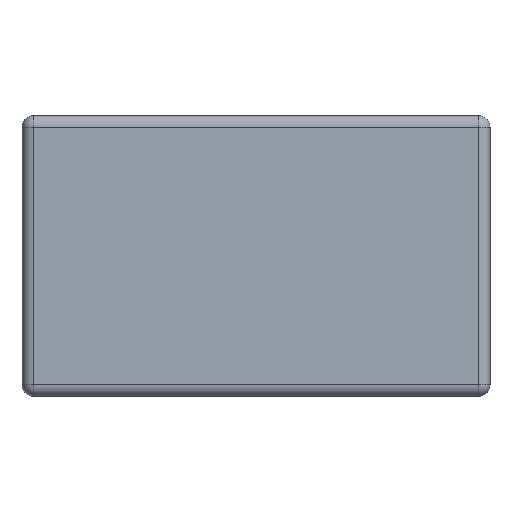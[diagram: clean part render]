
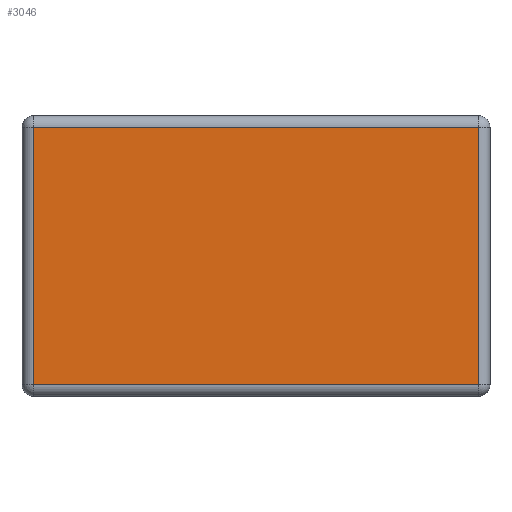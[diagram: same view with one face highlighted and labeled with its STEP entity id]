
A CAD part, left-side view. The second image highlights one B-rep face of the part: STEP entity #3046.
In plain terms, the highlighted planar face has unit normal (-1, 0, 0).
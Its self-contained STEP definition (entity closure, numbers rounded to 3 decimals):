
#2263 = CYLINDRICAL_SURFACE('',#2264,0.05);
#2264 = AXIS2_PLACEMENT_3D('',#2265,#2266,#2267);
#2265 = CARTESIAN_POINT('',(-1.2,0.95,1.15));
#2266 = DIRECTION('',(-0.,-0.,-1.));
#2267 = DIRECTION('',(-1.,0.,0.));
#2506 = CYLINDRICAL_SURFACE('',#2507,0.05);
#2507 = AXIS2_PLACEMENT_3D('',#2508,#2509,#2510);
#2508 = CARTESIAN_POINT('',(-1.2,0.95,0.05));
#2509 = DIRECTION('',(-0.,-1.,-0.));
#2510 = DIRECTION('',(-1.,0.,0.));
#2582 = CYLINDRICAL_SURFACE('',#2583,0.05);
#2583 = AXIS2_PLACEMENT_3D('',#2584,#2585,#2586);
#2584 = CARTESIAN_POINT('',(-1.2,-0.95,1.15));
#2585 = DIRECTION('',(0.,1.,0.));
#2586 = DIRECTION('',(-1.,0.,0.));
#2719 = VERTEX_POINT('',#2720);
#2720 = CARTESIAN_POINT('',(-1.25,0.95,1.15));
#2742 = VERTEX_POINT('',#2743);
#2743 = CARTESIAN_POINT('',(-1.25,0.95,0.05));
#2763 = EDGE_CURVE('',#2719,#2742,#2764,.T.);
#2764 = SURFACE_CURVE('',#2765,(#2769,#2776),.PCURVE_S1.);
#2765 = LINE('',#2766,#2767);
#2766 = CARTESIAN_POINT('',(-1.25,0.95,1.15));
#2767 = VECTOR('',#2768,1.);
#2768 = DIRECTION('',(-0.,-0.,-1.));
#2769 = PCURVE('',#2263,#2770);
#2770 = DEFINITIONAL_REPRESENTATION('',(#2771),#2775);
#2771 = LINE('',#2772,#2773);
#2772 = CARTESIAN_POINT('',(0.,0.));
#2773 = VECTOR('',#2774,1.);
#2774 = DIRECTION('',(0.,1.));
#2775 = ( GEOMETRIC_REPRESENTATION_CONTEXT(2) 
PARAMETRIC_REPRESENTATION_CONTEXT() REPRESENTATION_CONTEXT('2D SPACE',''
  ) );
#2776 = PCURVE('',#2777,#2782);
#2777 = PLANE('',#2778);
#2778 = AXIS2_PLACEMENT_3D('',#2779,#2780,#2781);
#2779 = CARTESIAN_POINT('',(-1.25,-1.,0.));
#2780 = DIRECTION('',(-1.,0.,0.));
#2781 = DIRECTION('',(0.,1.,0.));
#2782 = DEFINITIONAL_REPRESENTATION('',(#2783),#2787);
#2783 = LINE('',#2784,#2785);
#2784 = CARTESIAN_POINT('',(1.95,-1.15));
#2785 = VECTOR('',#2786,1.);
#2786 = DIRECTION('',(-0.,1.));
#2787 = ( GEOMETRIC_REPRESENTATION_CONTEXT(2) 
PARAMETRIC_REPRESENTATION_CONTEXT() REPRESENTATION_CONTEXT('2D SPACE',''
  ) );
#2864 = CYLINDRICAL_SURFACE('',#2865,0.05);
#2865 = AXIS2_PLACEMENT_3D('',#2866,#2867,#2868);
#2866 = CARTESIAN_POINT('',(-1.2,-0.95,0.05));
#2867 = DIRECTION('',(0.,0.,1.));
#2868 = DIRECTION('',(-1.,0.,0.));
#2901 = VERTEX_POINT('',#2902);
#2902 = CARTESIAN_POINT('',(-1.25,-0.95,0.05));
#2922 = EDGE_CURVE('',#2742,#2901,#2923,.T.);
#2923 = SURFACE_CURVE('',#2924,(#2928,#2935),.PCURVE_S1.);
#2924 = LINE('',#2925,#2926);
#2925 = CARTESIAN_POINT('',(-1.25,0.95,0.05));
#2926 = VECTOR('',#2927,1.);
#2927 = DIRECTION('',(-0.,-1.,-0.));
#2928 = PCURVE('',#2506,#2929);
#2929 = DEFINITIONAL_REPRESENTATION('',(#2930),#2934);
#2930 = LINE('',#2931,#2932);
#2931 = CARTESIAN_POINT('',(0.,0.));
#2932 = VECTOR('',#2933,1.);
#2933 = DIRECTION('',(0.,1.));
#2934 = ( GEOMETRIC_REPRESENTATION_CONTEXT(2) 
PARAMETRIC_REPRESENTATION_CONTEXT() REPRESENTATION_CONTEXT('2D SPACE',''
  ) );
#2935 = PCURVE('',#2777,#2936);
#2936 = DEFINITIONAL_REPRESENTATION('',(#2937),#2941);
#2937 = LINE('',#2938,#2939);
#2938 = CARTESIAN_POINT('',(1.95,-0.05));
#2939 = VECTOR('',#2940,1.);
#2940 = DIRECTION('',(-1.,0.));
#2941 = ( GEOMETRIC_REPRESENTATION_CONTEXT(2) 
PARAMETRIC_REPRESENTATION_CONTEXT() REPRESENTATION_CONTEXT('2D SPACE',''
  ) );
#2947 = VERTEX_POINT('',#2948);
#2948 = CARTESIAN_POINT('',(-1.25,-0.95,1.15));
#2989 = EDGE_CURVE('',#2947,#2719,#2990,.T.);
#2990 = SURFACE_CURVE('',#2991,(#2995,#3002),.PCURVE_S1.);
#2991 = LINE('',#2992,#2993);
#2992 = CARTESIAN_POINT('',(-1.25,-0.95,1.15));
#2993 = VECTOR('',#2994,1.);
#2994 = DIRECTION('',(0.,1.,0.));
#2995 = PCURVE('',#2582,#2996);
#2996 = DEFINITIONAL_REPRESENTATION('',(#2997),#3001);
#2997 = LINE('',#2998,#2999);
#2998 = CARTESIAN_POINT('',(0.,0.));
#2999 = VECTOR('',#3000,1.);
#3000 = DIRECTION('',(0.,1.));
#3001 = ( GEOMETRIC_REPRESENTATION_CONTEXT(2) 
PARAMETRIC_REPRESENTATION_CONTEXT() REPRESENTATION_CONTEXT('2D SPACE',''
  ) );
#3002 = PCURVE('',#2777,#3003);
#3003 = DEFINITIONAL_REPRESENTATION('',(#3004),#3008);
#3004 = LINE('',#3005,#3006);
#3005 = CARTESIAN_POINT('',(0.05,-1.15));
#3006 = VECTOR('',#3007,1.);
#3007 = DIRECTION('',(1.,0.));
#3008 = ( GEOMETRIC_REPRESENTATION_CONTEXT(2) 
PARAMETRIC_REPRESENTATION_CONTEXT() REPRESENTATION_CONTEXT('2D SPACE',''
  ) );
#3046 = ADVANCED_FACE('',(#3047),#2777,.T.);
#3047 = FACE_BOUND('',#3048,.T.);
#3048 = EDGE_LOOP('',(#3049,#3050,#3051,#3052));
#3049 = ORIENTED_EDGE('',*,*,#2989,.T.);
#3050 = ORIENTED_EDGE('',*,*,#2763,.T.);
#3051 = ORIENTED_EDGE('',*,*,#2922,.T.);
#3052 = ORIENTED_EDGE('',*,*,#3053,.T.);
#3053 = EDGE_CURVE('',#2901,#2947,#3054,.T.);
#3054 = SURFACE_CURVE('',#3055,(#3059,#3066),.PCURVE_S1.);
#3055 = LINE('',#3056,#3057);
#3056 = CARTESIAN_POINT('',(-1.25,-0.95,0.05));
#3057 = VECTOR('',#3058,1.);
#3058 = DIRECTION('',(0.,0.,1.));
#3059 = PCURVE('',#2777,#3060);
#3060 = DEFINITIONAL_REPRESENTATION('',(#3061),#3065);
#3061 = LINE('',#3062,#3063);
#3062 = CARTESIAN_POINT('',(0.05,-0.05));
#3063 = VECTOR('',#3064,1.);
#3064 = DIRECTION('',(0.,-1.));
#3065 = ( GEOMETRIC_REPRESENTATION_CONTEXT(2) 
PARAMETRIC_REPRESENTATION_CONTEXT() REPRESENTATION_CONTEXT('2D SPACE',''
  ) );
#3066 = PCURVE('',#2864,#3067);
#3067 = DEFINITIONAL_REPRESENTATION('',(#3068),#3072);
#3068 = LINE('',#3069,#3070);
#3069 = CARTESIAN_POINT('',(0.,0.));
#3070 = VECTOR('',#3071,1.);
#3071 = DIRECTION('',(0.,1.));
#3072 = ( GEOMETRIC_REPRESENTATION_CONTEXT(2) 
PARAMETRIC_REPRESENTATION_CONTEXT() REPRESENTATION_CONTEXT('2D SPACE',''
  ) );
